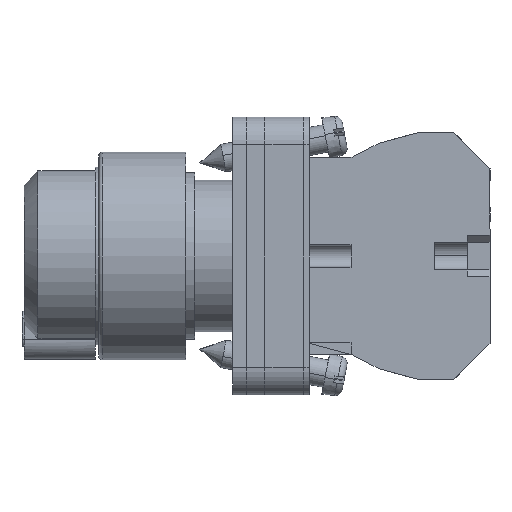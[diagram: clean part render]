
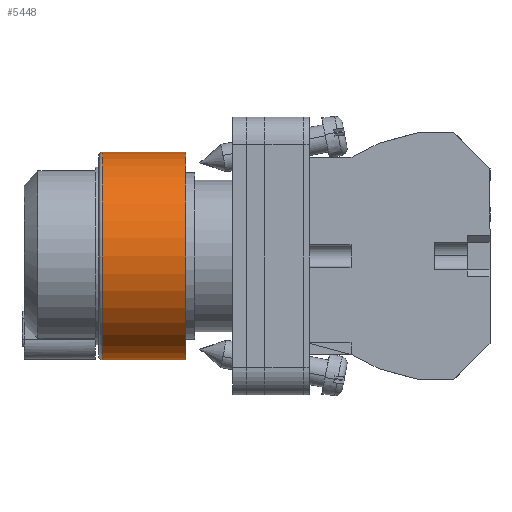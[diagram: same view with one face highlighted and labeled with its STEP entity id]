
A CAD part, left-side view. The second image highlights one B-rep face of the part: STEP entity #5448.
In plain terms, the highlighted cylindrical face has radius 14.925 mm (diameter 29.85 mm), a partial arc.
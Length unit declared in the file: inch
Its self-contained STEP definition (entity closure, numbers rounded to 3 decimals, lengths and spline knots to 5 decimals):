
#204 = VERTEX_POINT ( 'NONE', #10655 ) ;
#537 = CARTESIAN_POINT ( 'NONE',  ( 0., 3.67379, 0. ) ) ;
#816 = CARTESIAN_POINT ( 'NONE',  ( 0., 0.44843, 0.5876 ) ) ;
#893 = ORIENTED_EDGE ( 'NONE', *, *, #8510, .F. ) ;
#1021 = CIRCLE ( 'NONE', #9172, 0.5876 ) ;
#1201 = AXIS2_PLACEMENT_3D ( 'NONE', #537, #13048, #4691 ) ;
#1212 = CARTESIAN_POINT ( 'NONE',  ( 0., 0.92126, 0.5876 ) ) ;
#1435 = VECTOR ( 'NONE', #13318, 39.37008 ) ;
#1872 = CARTESIAN_POINT ( 'NONE',  ( 0., 3.67379, -0.5876 ) ) ;
#2131 = CARTESIAN_POINT ( 'NONE',  ( 0., 3.67379, 0.5876 ) ) ;
#2244 = CARTESIAN_POINT ( 'NONE',  ( 0., 0.92126, 0. ) ) ;
#3065 = ORIENTED_EDGE ( 'NONE', *, *, #3244, .T. ) ;
#3078 = EDGE_CURVE ( 'NONE', #11246, #8389, #3924, .T. ) ;
#3244 = EDGE_CURVE ( 'NONE', #204, #11071, #1021, .T. ) ;
#3270 = DIRECTION ( 'NONE',  ( 0., 0., -1. ) ) ;
#3924 = CIRCLE ( 'NONE', #9433, 0.5876 ) ;
#4691 = DIRECTION ( 'NONE',  ( 0., 0., -1. ) ) ;
#5448 = ADVANCED_FACE ( 'NONE', ( #10140 ), #11291, .T. ) ;
#5707 = CARTESIAN_POINT ( 'NONE',  ( 0., 0.44843, 0. ) ) ;
#6770 = DIRECTION ( 'NONE',  ( 0., 0., 1. ) ) ;
#7068 = CARTESIAN_POINT ( 'NONE',  ( 0., 0.92126, -0.5876 ) ) ;
#7396 = DIRECTION ( 'NONE',  ( 0., -1., 0. ) ) ;
#7904 = EDGE_CURVE ( 'NONE', #8389, #204, #12183, .T. ) ;
#8389 = VERTEX_POINT ( 'NONE', #7068 ) ;
#8510 = EDGE_CURVE ( 'NONE', #11246, #11071, #8586, .T. ) ;
#8586 = LINE ( 'NONE', #2131, #11031 ) ;
#9172 = AXIS2_PLACEMENT_3D ( 'NONE', #5707, #13015, #6770 ) ;
#9433 = AXIS2_PLACEMENT_3D ( 'NONE', #2244, #9556, #3270 ) ;
#9556 = DIRECTION ( 'NONE',  ( 0., -1., 0. ) ) ;
#10140 = FACE_OUTER_BOUND ( 'NONE', #11121, .T. ) ;
#10655 = CARTESIAN_POINT ( 'NONE',  ( 0., 0.44843, -0.5876 ) ) ;
#11031 = VECTOR ( 'NONE', #7396, 39.37008 ) ;
#11071 = VERTEX_POINT ( 'NONE', #816 ) ;
#11121 = EDGE_LOOP ( 'NONE', ( #893, #12642, #11805, #3065 ) ) ;
#11246 = VERTEX_POINT ( 'NONE', #1212 ) ;
#11291 = CYLINDRICAL_SURFACE ( 'NONE', #1201, 0.5876 ) ;
#11805 = ORIENTED_EDGE ( 'NONE', *, *, #7904, .T. ) ;
#12183 = LINE ( 'NONE', #1872, #1435 ) ;
#12642 = ORIENTED_EDGE ( 'NONE', *, *, #3078, .T. ) ;
#13015 = DIRECTION ( 'NONE',  ( 0., 1., 0. ) ) ;
#13048 = DIRECTION ( 'NONE',  ( 0., -1., 0. ) ) ;
#13318 = DIRECTION ( 'NONE',  ( 0., -1., 0. ) ) ;
